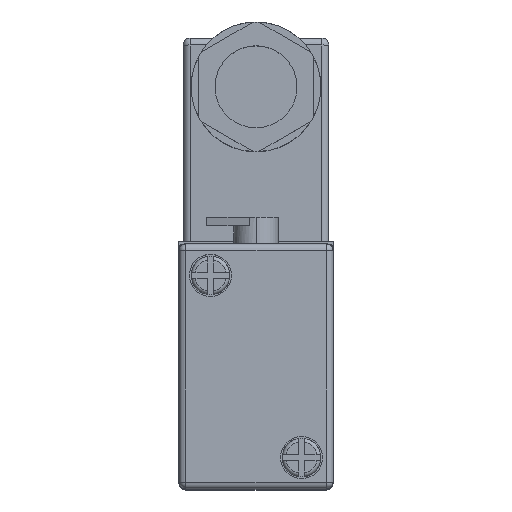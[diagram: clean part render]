
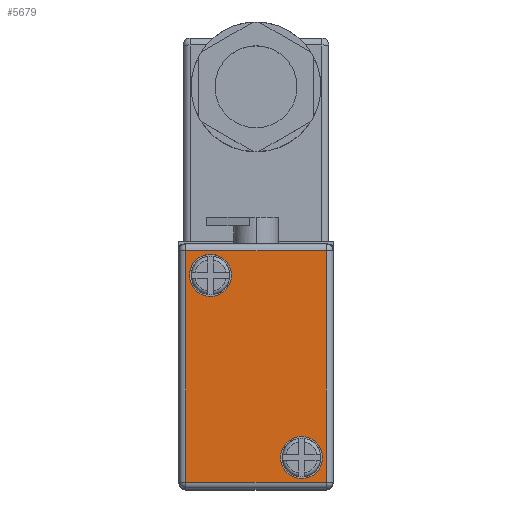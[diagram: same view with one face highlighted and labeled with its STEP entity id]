
A CAD part, top view. The second image highlights one B-rep face of the part: STEP entity #5679.
In plain terms, the highlighted planar face has unit normal (0, 0, 1).
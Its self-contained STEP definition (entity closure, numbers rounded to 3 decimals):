
#123 = CARTESIAN_POINT ( 'NONE',  ( 10., 0., 6.5 ) ) ;
#126 = DIRECTION ( 'NONE',  ( 0., 0., -1. ) ) ;
#403 = VERTEX_POINT ( 'NONE', #2170 ) ;
#539 = VERTEX_POINT ( 'NONE', #5152 ) ;
#545 = VECTOR ( 'NONE', #878, 1000. ) ;
#572 = CARTESIAN_POINT ( 'NONE',  ( -10., 0., 6.5 ) ) ;
#831 = CARTESIAN_POINT ( 'NONE',  ( 6.5, -13., 6.5 ) ) ;
#857 = DIRECTION ( 'NONE',  ( 0., 0., 1. ) ) ;
#878 = DIRECTION ( 'NONE',  ( 0., 1., 0. ) ) ;
#925 = ORIENTED_EDGE ( 'NONE', *, *, #2684, .T. ) ;
#1310 = DIRECTION ( 'NONE',  ( 0., -1., 0. ) ) ;
#1379 = ORIENTED_EDGE ( 'NONE', *, *, #3280, .F. ) ;
#1380 = VERTEX_POINT ( 'NONE', #3188 ) ;
#1467 = VERTEX_POINT ( 'NONE', #2464 ) ;
#1505 = EDGE_LOOP ( 'NONE', ( #8450, #4686, #925, #2923 ) ) ;
#1580 = DIRECTION ( 'NONE',  ( 1., 0., 0. ) ) ;
#1668 = DIRECTION ( 'NONE',  ( 0., 0., 1. ) ) ;
#1798 = EDGE_CURVE ( 'NONE', #2025, #8644, #4426, .T. ) ;
#1951 = FACE_BOUND ( 'NONE', #2349, .T. ) ;
#2025 = VERTEX_POINT ( 'NONE', #6860 ) ;
#2088 = AXIS2_PLACEMENT_3D ( 'NONE', #5349, #857, #6107 ) ;
#2170 = CARTESIAN_POINT ( 'NONE',  ( -9.5, 13., 6.5 ) ) ;
#2349 = EDGE_LOOP ( 'NONE', ( #8927, #7140 ) ) ;
#2386 = CARTESIAN_POINT ( 'NONE',  ( 10., -16.5, 6.5 ) ) ;
#2464 = CARTESIAN_POINT ( 'NONE',  ( -3.5, 13., 6.5 ) ) ;
#2684 = EDGE_CURVE ( 'NONE', #539, #2025, #8550, .T. ) ;
#2906 = CARTESIAN_POINT ( 'NONE',  ( -6.5, 13., 6.5 ) ) ;
#2923 = ORIENTED_EDGE ( 'NONE', *, *, #1798, .T. ) ;
#2931 = CIRCLE ( 'NONE', #4284, 3. ) ;
#3188 = CARTESIAN_POINT ( 'NONE',  ( 9.5, -13., 6.5 ) ) ;
#3280 = EDGE_CURVE ( 'NONE', #403, #1467, #2931, .T. ) ;
#3364 = VERTEX_POINT ( 'NONE', #5975 ) ;
#3429 = EDGE_CURVE ( 'NONE', #1380, #3364, #7501, .T. ) ;
#3505 = EDGE_CURVE ( 'NONE', #8644, #8985, #7253, .T. ) ;
#3656 = DIRECTION ( 'NONE',  ( 1., 0., 0. ) ) ;
#3973 = VECTOR ( 'NONE', #1310, 1000. ) ;
#4072 = EDGE_CURVE ( 'NONE', #8985, #539, #6532, .T. ) ;
#4089 = EDGE_CURVE ( 'NONE', #1467, #403, #4320, .T. ) ;
#4284 = AXIS2_PLACEMENT_3D ( 'NONE', #2906, #8153, #3656 ) ;
#4320 = CIRCLE ( 'NONE', #4333, 3. ) ;
#4333 = AXIS2_PLACEMENT_3D ( 'NONE', #6157, #1668, #6927 ) ;
#4426 = LINE ( 'NONE', #572, #3973 ) ;
#4539 = VECTOR ( 'NONE', #7829, 1000. ) ;
#4686 = ORIENTED_EDGE ( 'NONE', *, *, #4072, .T. ) ;
#4828 = CARTESIAN_POINT ( 'NONE',  ( 0., 16.5, 6.5 ) ) ;
#5152 = CARTESIAN_POINT ( 'NONE',  ( 10., 16.5, 6.5 ) ) ;
#5340 = PLANE ( 'NONE',  #8260 ) ;
#5349 = CARTESIAN_POINT ( 'NONE',  ( 6.5, -13., 6.5 ) ) ;
#5382 = DIRECTION ( 'NONE',  ( -1., 0., 0. ) ) ;
#5679 = ADVANCED_FACE ( 'NONE', ( #8179, #1951, #5932 ), #5340, .F. ) ;
#5932 = FACE_BOUND ( 'NONE', #9747, .T. ) ;
#5975 = CARTESIAN_POINT ( 'NONE',  ( 3.5, -13., 6.5 ) ) ;
#6078 = DIRECTION ( 'NONE',  ( 0., 0., 1. ) ) ;
#6107 = DIRECTION ( 'NONE',  ( 1., 0., 0. ) ) ;
#6157 = CARTESIAN_POINT ( 'NONE',  ( -6.5, 13., 6.5 ) ) ;
#6532 = LINE ( 'NONE', #123, #545 ) ;
#6860 = CARTESIAN_POINT ( 'NONE',  ( -10., 16.5, 6.5 ) ) ;
#6902 = CARTESIAN_POINT ( 'NONE',  ( 0., -16.5, 6.5 ) ) ;
#6927 = DIRECTION ( 'NONE',  ( 1., 0., 0. ) ) ;
#7140 = ORIENTED_EDGE ( 'NONE', *, *, #8957, .F. ) ;
#7253 = LINE ( 'NONE', #6902, #9041 ) ;
#7501 = CIRCLE ( 'NONE', #2088, 3. ) ;
#7677 = AXIS2_PLACEMENT_3D ( 'NONE', #831, #6078, #1580 ) ;
#7829 = DIRECTION ( 'NONE',  ( -1., 0., 0. ) ) ;
#7889 = CARTESIAN_POINT ( 'NONE',  ( -10., -16.5, 6.5 ) ) ;
#8153 = DIRECTION ( 'NONE',  ( 0., 0., 1. ) ) ;
#8179 = FACE_OUTER_BOUND ( 'NONE', #1505, .T. ) ;
#8245 = CIRCLE ( 'NONE', #7677, 3. ) ;
#8260 = AXIS2_PLACEMENT_3D ( 'NONE', #8379, #126, #5382 ) ;
#8379 = CARTESIAN_POINT ( 'NONE',  ( 0., 0., 6.5 ) ) ;
#8385 = DIRECTION ( 'NONE',  ( 1., 0., 0. ) ) ;
#8450 = ORIENTED_EDGE ( 'NONE', *, *, #3505, .T. ) ;
#8550 = LINE ( 'NONE', #4828, #4539 ) ;
#8644 = VERTEX_POINT ( 'NONE', #7889 ) ;
#8927 = ORIENTED_EDGE ( 'NONE', *, *, #3429, .F. ) ;
#8957 = EDGE_CURVE ( 'NONE', #3364, #1380, #8245, .T. ) ;
#8985 = VERTEX_POINT ( 'NONE', #2386 ) ;
#9041 = VECTOR ( 'NONE', #8385, 1000. ) ;
#9154 = ORIENTED_EDGE ( 'NONE', *, *, #4089, .F. ) ;
#9747 = EDGE_LOOP ( 'NONE', ( #9154, #1379 ) ) ;
